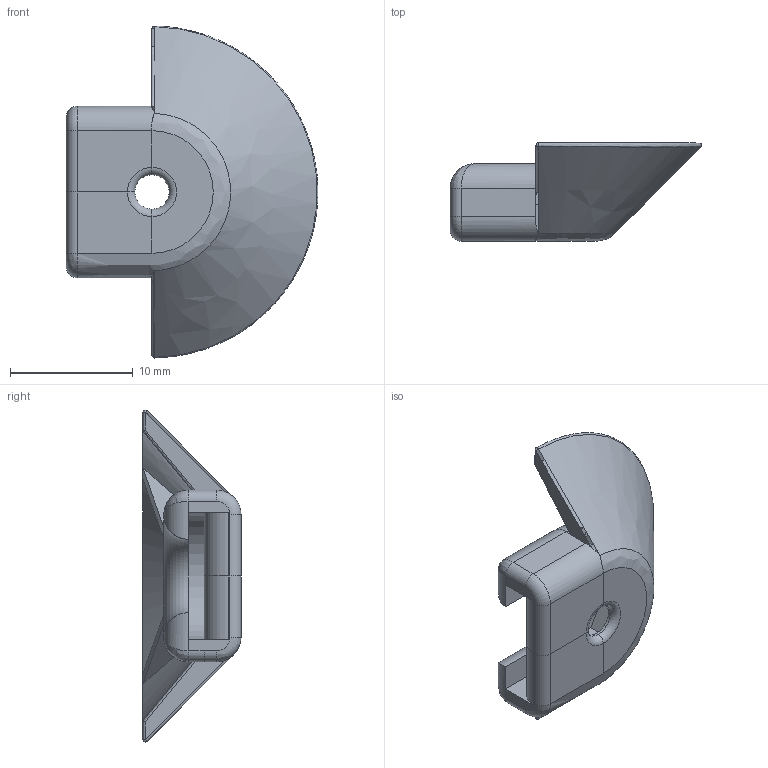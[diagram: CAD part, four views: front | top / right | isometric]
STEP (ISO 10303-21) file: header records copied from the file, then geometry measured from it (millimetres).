
FILE_DESCRIPTION (( 'STEP AP203' ), '1' );
FILE_NAME ('ァ菜狟遺晚褒.STEP', '2024-07-06T06:47:53', ( '' ), ( '' ), 'SwSTEP 2.0', 'SolidWorks 2022', '' );
FILE_SCHEMA (( 'CONFIG_CONTROL_DESIGN' ));
Length unit declared in the file: millimetre
Products named in the file (1): ァ菜狟遺晚褒
Bounding box: 20.53 x 8 x 27.09 mm (x, y, z)
Volume: 1118.3 mm3; surface area: 1318 mm2
Topology: 1 solids, 1 shells, 79 faces, 198 edges, 116 vertices
Faces by surface type: plane 33, cylinder 22, bspline 14, torus 8, sphere 2
Entity records: 3332 total; most frequent: CARTESIAN_POINT 1560, ORIENTED_EDGE 380, DIRECTION 315, EDGE_CURVE 190, AXIS2_PLACEMENT_3D 112, VERTEX_POINT 112, VECTOR 91, LINE 91
